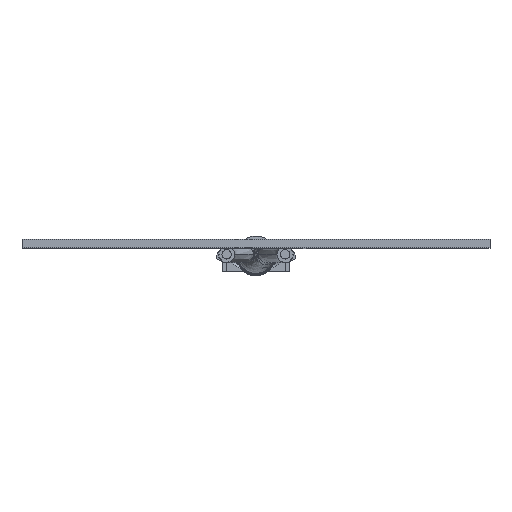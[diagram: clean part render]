
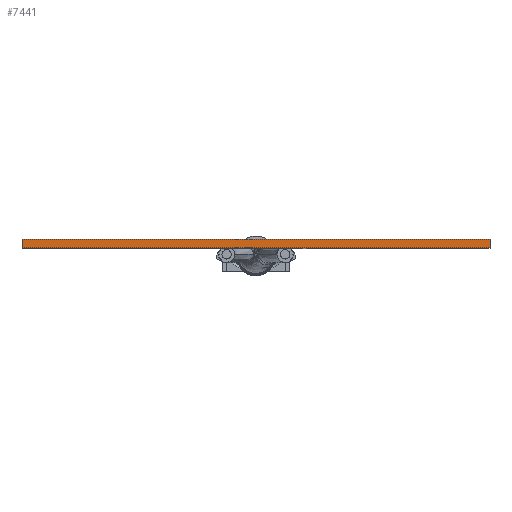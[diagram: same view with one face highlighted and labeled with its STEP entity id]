
A CAD part, top view. The second image highlights one B-rep face of the part: STEP entity #7441.
In plain terms, the highlighted planar face has unit normal (0, 0, 1).
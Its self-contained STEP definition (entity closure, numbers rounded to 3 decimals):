
#137 = VERTEX_POINT ( 'NONE', #19732 ) ;
#312 = CARTESIAN_POINT ( 'NONE',  ( 10.654, 0.625, 125.5 ) ) ;
#508 = VECTOR ( 'NONE', #3904, 1000. ) ;
#553 = CARTESIAN_POINT ( 'NONE',  ( 10.654, 0.975, 125.5 ) ) ;
#2112 = FACE_OUTER_BOUND ( 'NONE', #10028, .T. ) ;
#2337 = VECTOR ( 'NONE', #12404, 1000. ) ;
#3904 = DIRECTION ( 'NONE',  ( -1., 0., 0. ) ) ;
#4524 = LINE ( 'NONE', #9789, #21411 ) ;
#5561 = DIRECTION ( 'NONE',  ( 0., 1., 0. ) ) ;
#6622 = DIRECTION ( 'NONE',  ( 0., -1., 0. ) ) ;
#7052 = DIRECTION ( 'NONE',  ( 0., 0., 1. ) ) ;
#7441 = ADVANCED_FACE ( 'NONE', ( #2112 ), #17865, .T. ) ;
#9775 = EDGE_CURVE ( 'NONE', #9992, #17017, #16080, .T. ) ;
#9789 = CARTESIAN_POINT ( 'NONE',  ( -9.346, 0.975, 125.5 ) ) ;
#9957 = VERTEX_POINT ( 'NONE', #11876 ) ;
#9992 = VERTEX_POINT ( 'NONE', #12106 ) ;
#10005 = CARTESIAN_POINT ( 'NONE',  ( -9.346, 0.975, 125.5 ) ) ;
#10028 = EDGE_LOOP ( 'NONE', ( #12275, #11833, #18089, #21312 ) ) ;
#10203 = EDGE_CURVE ( 'NONE', #9992, #9957, #11440, .T. ) ;
#11440 = LINE ( 'NONE', #17201, #21835 ) ;
#11833 = ORIENTED_EDGE ( 'NONE', *, *, #19292, .F. ) ;
#11876 = CARTESIAN_POINT ( 'NONE',  ( 10.654, 0.625, 125.5 ) ) ;
#12106 = CARTESIAN_POINT ( 'NONE',  ( 10.654, 0.975, 125.5 ) ) ;
#12275 = ORIENTED_EDGE ( 'NONE', *, *, #18483, .T. ) ;
#12404 = DIRECTION ( 'NONE',  ( -1., 0., 0. ) ) ;
#14308 = AXIS2_PLACEMENT_3D ( 'NONE', #20989, #7052, #5561 ) ;
#16080 = LINE ( 'NONE', #553, #508 ) ;
#16814 = DIRECTION ( 'NONE',  ( 0., -1., 0. ) ) ;
#17017 = VERTEX_POINT ( 'NONE', #10005 ) ;
#17201 = CARTESIAN_POINT ( 'NONE',  ( 10.654, 0.975, 125.5 ) ) ;
#17865 = PLANE ( 'NONE',  #14308 ) ;
#18089 = ORIENTED_EDGE ( 'NONE', *, *, #10203, .F. ) ;
#18483 = EDGE_CURVE ( 'NONE', #17017, #137, #4524, .T. ) ;
#19081 = LINE ( 'NONE', #312, #2337 ) ;
#19292 = EDGE_CURVE ( 'NONE', #9957, #137, #19081, .T. ) ;
#19732 = CARTESIAN_POINT ( 'NONE',  ( -9.346, 0.625, 125.5 ) ) ;
#20989 = CARTESIAN_POINT ( 'NONE',  ( 10.654, 0.975, 125.5 ) ) ;
#21312 = ORIENTED_EDGE ( 'NONE', *, *, #9775, .T. ) ;
#21411 = VECTOR ( 'NONE', #16814, 1000. ) ;
#21835 = VECTOR ( 'NONE', #6622, 1000. ) ;
